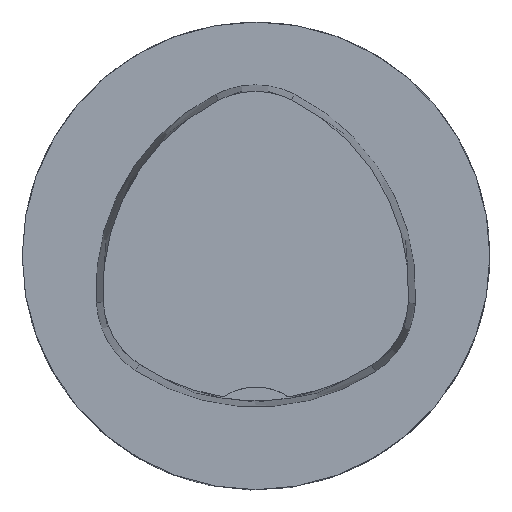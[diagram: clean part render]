
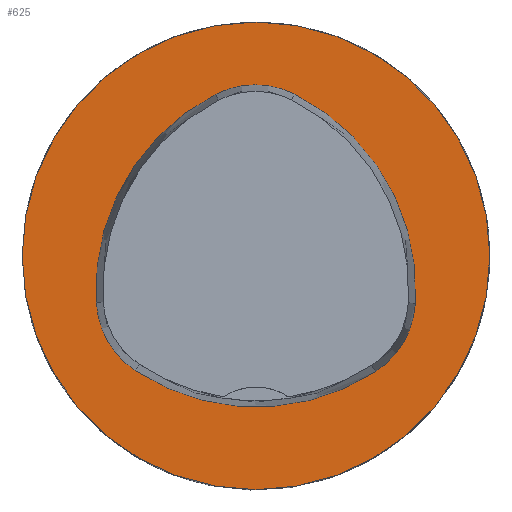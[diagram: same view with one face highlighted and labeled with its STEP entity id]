
A CAD part, top view. The second image highlights one B-rep face of the part: STEP entity #625.
In plain terms, the highlighted planar face has unit normal (0, 0, 1).
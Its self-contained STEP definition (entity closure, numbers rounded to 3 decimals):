
#386=PLANE('',#3115);
#625=ADVANCED_FACE('',(#818,#819),#386,.T.);
#660=CIRCLE('',#2848,16.);
#727=CIRCLE('',#3093,15.);
#729=CIRCLE('',#3096,6.);
#731=CIRCLE('',#3099,15.);
#733=CIRCLE('',#3102,6.);
#737=CIRCLE('',#3107,15.);
#739=CIRCLE('',#3110,6.);
#818=FACE_BOUND('',#1014,.T.);
#819=FACE_BOUND('',#1015,.T.);
#1014=EDGE_LOOP('',(#1795,#1796,#1797,#1798,#1799,#1800));
#1015=EDGE_LOOP('',(#1801));
#1795=ORIENTED_EDGE('',*,*,#2445,.T.);
#1796=ORIENTED_EDGE('',*,*,#2425,.T.);
#1797=ORIENTED_EDGE('',*,*,#2429,.T.);
#1798=ORIENTED_EDGE('',*,*,#2432,.T.);
#1799=ORIENTED_EDGE('',*,*,#2435,.T.);
#1800=ORIENTED_EDGE('',*,*,#2443,.T.);
#1801=ORIENTED_EDGE('',*,*,#2125,.F.);
#1873=VERTEX_POINT('',#4011);
#2071=VERTEX_POINT('',#6290);
#2072=VERTEX_POINT('',#6291);
#2075=VERTEX_POINT('',#6299);
#2077=VERTEX_POINT('',#6305);
#2079=VERTEX_POINT('',#6311);
#2086=VERTEX_POINT('',#6332);
#2125=EDGE_CURVE('',#1873,#1873,#660,.T.);
#2425=EDGE_CURVE('',#2071,#2072,#727,.T.);
#2429=EDGE_CURVE('',#2072,#2075,#729,.T.);
#2432=EDGE_CURVE('',#2075,#2077,#731,.T.);
#2435=EDGE_CURVE('',#2077,#2079,#733,.T.);
#2443=EDGE_CURVE('',#2079,#2086,#737,.T.);
#2445=EDGE_CURVE('',#2086,#2071,#739,.T.);
#2848=AXIS2_PLACEMENT_3D('',#4010,#3199,#3200);
#3093=AXIS2_PLACEMENT_3D('',#6289,#3817,#3818);
#3096=AXIS2_PLACEMENT_3D('',#6298,#3825,#3826);
#3099=AXIS2_PLACEMENT_3D('',#6304,#3832,#3833);
#3102=AXIS2_PLACEMENT_3D('',#6310,#3839,#3840);
#3107=AXIS2_PLACEMENT_3D('',#6333,#3851,#3852);
#3110=AXIS2_PLACEMENT_3D('',#6336,#3857,#3858);
#3115=AXIS2_PLACEMENT_3D('',#6341,#3867,#3868);
#3199=DIRECTION('',(0.,0.,-1.));
#3200=DIRECTION('',(-1.,0.,0.));
#3817=DIRECTION('',(0.,0.,-1.));
#3818=DIRECTION('',(-1.,0.,0.));
#3825=DIRECTION('',(0.,0.,-1.));
#3826=DIRECTION('',(-1.,0.,0.));
#3832=DIRECTION('',(0.,0.,-1.));
#3833=DIRECTION('',(-1.,0.,0.));
#3839=DIRECTION('',(0.,0.,-1.));
#3840=DIRECTION('',(-1.,0.,0.));
#3851=DIRECTION('',(0.,0.,-1.));
#3852=DIRECTION('',(-1.,0.,0.));
#3857=DIRECTION('',(0.,0.,-1.));
#3858=DIRECTION('',(-1.,0.,0.));
#3867=DIRECTION('',(0.,0.,1.));
#3868=DIRECTION('',(1.,0.,0.));
#4010=CARTESIAN_POINT('',(0.,0.,0.));
#4011=CARTESIAN_POINT('',(-16.,0.,0.));
#6289=CARTESIAN_POINT('',(4.048,-2.316,0.));
#6290=CARTESIAN_POINT('',(-10.926,-3.206,0.));
#6291=CARTESIAN_POINT('',(-2.774,11.043,0.));
#6298=CARTESIAN_POINT('',(-0.045,5.7,0.));
#6299=CARTESIAN_POINT('',(2.638,11.066,0.));
#6304=CARTESIAN_POINT('',(-4.07,-2.35,0.));
#6305=CARTESIAN_POINT('',(10.903,-3.249,0.));
#6310=CARTESIAN_POINT('',(4.914,-2.889,0.));
#6311=CARTESIAN_POINT('',(8.177,-7.924,0.));
#6332=CARTESIAN_POINT('',(-8.24,-7.859,0.));
#6333=CARTESIAN_POINT('',(0.019,4.663,0.));
#6336=CARTESIAN_POINT('',(-4.936,-2.85,0.));
#6341=CARTESIAN_POINT('',(0.,0.,0.));
